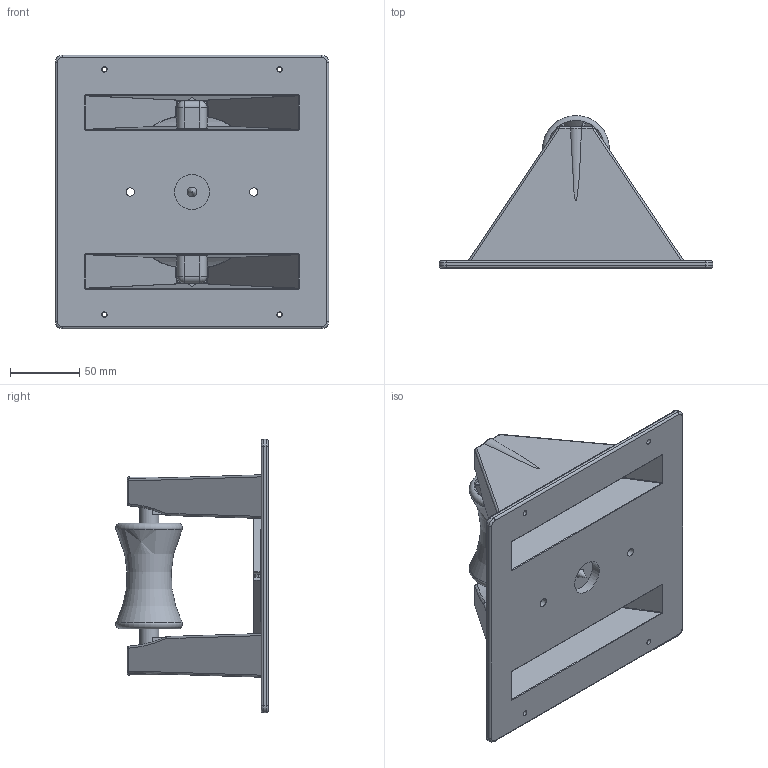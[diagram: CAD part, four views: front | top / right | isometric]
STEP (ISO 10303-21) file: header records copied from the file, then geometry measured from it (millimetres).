
FILE_DESCRIPTION((''),'2;1');
FILE_NAME('3-R-4.stp','2012-11-21T08:30:33',('rdavis'),(''),'Autodesk Inventor 2013','Autodesk Inventor 2013','');
FILE_SCHEMA(('AUTOMOTIVE_DESIGN { 1 0 10303 214 1 1 1 1 }'));
Length unit declared in the file: inch
Products named in the file (6): 3-R-4; 3R No Logo; 3-R roller assy; 3 inch Roller_3_ Roller; Rod for 3R Pipestand; 3-R Bracket
Assembly tree (6 placements, depth 3):
  3-R-4
    3R No Logo
    3-R roller assy
      3 inch Roller_3_ Roller
      Rod for 3R Pipestand
    3-R Bracket  x2
Bounding box: 196.85 x 109.74 x 196.85 mm (x, y, z)
Volume: 409067.8 mm3; surface area: 219941.1 mm2
Topology: 5 solids, 5 shells, 1785 faces, 4671 edges, 3033 vertices
Faces by surface type: plane 1107, bspline 399, cylinder 153, torus 57, sphere 46, cone 23
Full cylindrical faces by diameter (mm): 3.81 x2, 5.08 x1, 6.096 x2, 6.35 x3, 13.97 x1, 16.922 x1, 19.939 x2, 25.083 x1, 41.224 x2
Entity records: 74944 total; most frequent: CARTESIAN_POINT 33385, ORIENTED_EDGE 8948, DIRECTION 6758, EDGE_CURVE 4474, VECTOR 3076, LINE 3076, VERTEX_POINT 2917, EDGE_LOOP 1893
